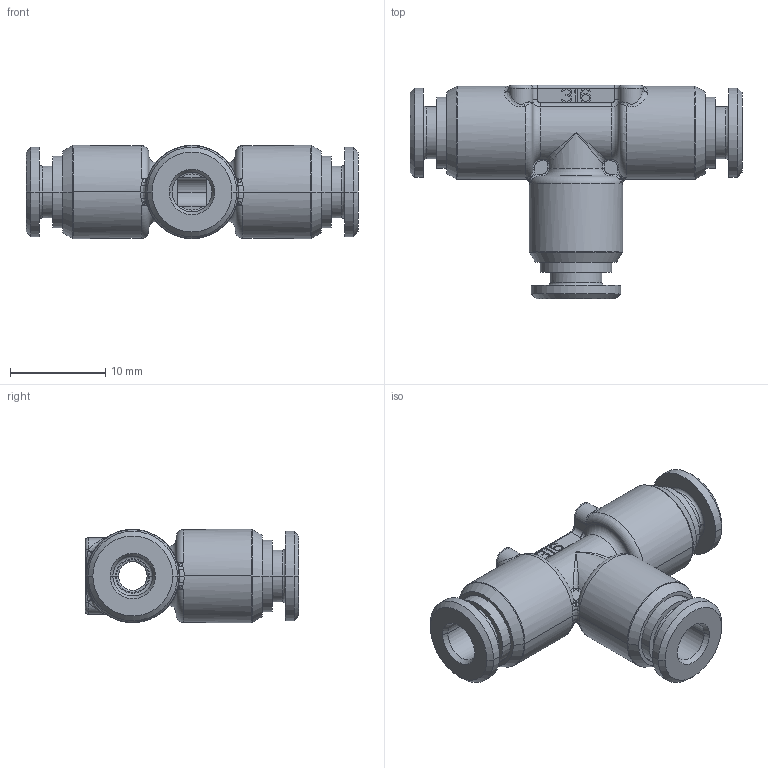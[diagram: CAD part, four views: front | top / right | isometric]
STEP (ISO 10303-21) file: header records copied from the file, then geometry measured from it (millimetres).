
FILE_DESCRIPTION((''),'2;1');
FILE_NAME('mxm.29.04.04',(''),('sopra-pneumatic'),'PRO/ENGINEER BY PARAMETRIC TECHNOLOGY CORPORATION, 2014200','PRO/ENGINEER BY PARAMETRIC TECHNOLOGY CORPORATION, 2014200','');
FILE_SCHEMA(('CONFIG_CONTROL_DESIGN'));
Length unit declared in the file: millimetre
Products named in the file (1): 384453B_954X4M-4FF
Bounding box: 34.9 x 22.45 x 9.8 mm (x, y, z)
Volume: 2250.1 mm3; surface area: 2702.8 mm2
Topology: 1 solids, 1 shells, 415 faces, 1043 edges, 644 vertices
Faces by surface type: plane 183, cylinder 82, bspline 68, torus 52, cone 30
Entity records: 15885 total; most frequent: CARTESIAN_POINT 6257, ORIENTED_EDGE 2086, DIRECTION 1888, EDGE_CURVE 1043, AXIS2_PLACEMENT_3D 662, VERTEX_POINT 644, VECTOR 564, LINE 564
